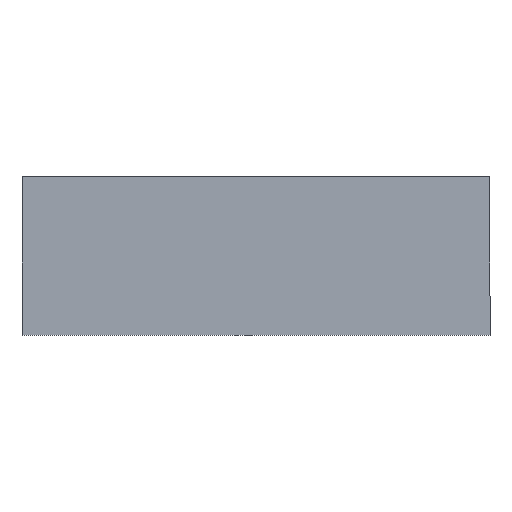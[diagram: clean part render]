
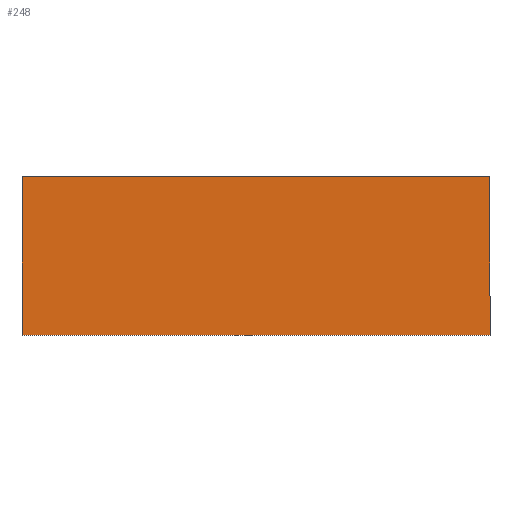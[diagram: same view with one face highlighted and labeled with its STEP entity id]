
A CAD part, top view. The second image highlights one B-rep face of the part: STEP entity #248.
In plain terms, the highlighted planar face has unit normal (0, 0, 1).
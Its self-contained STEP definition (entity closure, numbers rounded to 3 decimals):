
#9 = CARTESIAN_POINT ( 'NONE',  ( -148., -7.999, 3. ) ) ;
#10 = LINE ( 'NONE', #94, #347 ) ;
#30 = CARTESIAN_POINT ( 'NONE',  ( -148., 91.999, 3. ) ) ;
#39 = CARTESIAN_POINT ( 'NONE',  ( -148., -8.002, 3. ) ) ;
#41 = EDGE_CURVE ( 'NONE', #328, #173, #97, .T. ) ;
#60 = VERTEX_POINT ( 'NONE', #67 ) ;
#61 = ORIENTED_EDGE ( 'NONE', *, *, #41, .T. ) ;
#62 = AXIS2_PLACEMENT_3D ( 'NONE', #104, #292, #267 ) ;
#67 = CARTESIAN_POINT ( 'NONE',  ( 148., -8.002, 3. ) ) ;
#86 = EDGE_LOOP ( 'NONE', ( #340, #227, #190, #61 ) ) ;
#94 = CARTESIAN_POINT ( 'NONE',  ( 148., -8.002, 3. ) ) ;
#97 = LINE ( 'NONE', #30, #167 ) ;
#104 = CARTESIAN_POINT ( 'NONE',  ( 0., 0., 3. ) ) ;
#113 = DIRECTION ( 'NONE',  ( 0., 1., 0. ) ) ;
#134 = DIRECTION ( 'NONE',  ( 0., -1., 0. ) ) ;
#150 = FACE_OUTER_BOUND ( 'NONE', #86, .T. ) ;
#167 = VECTOR ( 'NONE', #287, 1000. ) ;
#173 = VERTEX_POINT ( 'NONE', #329 ) ;
#190 = ORIENTED_EDGE ( 'NONE', *, *, #368, .T. ) ;
#227 = ORIENTED_EDGE ( 'NONE', *, *, #311, .F. ) ;
#231 = LINE ( 'NONE', #9, #271 ) ;
#246 = EDGE_CURVE ( 'NONE', #173, #262, #231, .T. ) ;
#248 = ADVANCED_FACE ( 'NONE', ( #150 ), #289, .F. ) ;
#255 = DIRECTION ( 'NONE',  ( -1., 0., 0. ) ) ;
#258 = CARTESIAN_POINT ( 'NONE',  ( 148., 91.999, 3. ) ) ;
#261 = LINE ( 'NONE', #276, #299 ) ;
#262 = VERTEX_POINT ( 'NONE', #39 ) ;
#267 = DIRECTION ( 'NONE',  ( -1., 0., 0. ) ) ;
#271 = VECTOR ( 'NONE', #134, 1000. ) ;
#276 = CARTESIAN_POINT ( 'NONE',  ( 148., -7.999, 3. ) ) ;
#287 = DIRECTION ( 'NONE',  ( -1., 0., 0. ) ) ;
#289 = PLANE ( 'NONE',  #62 ) ;
#292 = DIRECTION ( 'NONE',  ( 0., 0., -1. ) ) ;
#299 = VECTOR ( 'NONE', #113, 1000. ) ;
#311 = EDGE_CURVE ( 'NONE', #60, #262, #10, .T. ) ;
#328 = VERTEX_POINT ( 'NONE', #258 ) ;
#329 = CARTESIAN_POINT ( 'NONE',  ( -148., 91.999, 3. ) ) ;
#340 = ORIENTED_EDGE ( 'NONE', *, *, #246, .T. ) ;
#347 = VECTOR ( 'NONE', #255, 1000. ) ;
#368 = EDGE_CURVE ( 'NONE', #60, #328, #261, .T. ) ;
